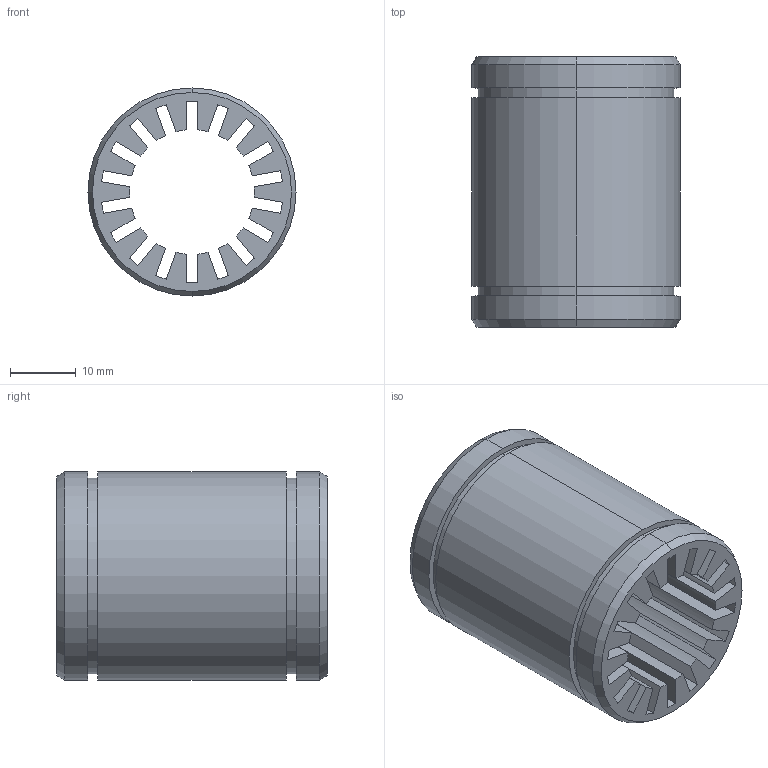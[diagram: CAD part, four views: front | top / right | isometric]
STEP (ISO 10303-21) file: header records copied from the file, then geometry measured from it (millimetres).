
FILE_DESCRIPTION (( 'STEP AP214' ), '1' );
FILE_NAME ('A-RJI-01-12.step', '2017-11-29T20:22:36', ( '' ), ( '' ), 'SwSTEP 2.0', 'SolidWorks 2017', '' );
FILE_SCHEMA (( 'AUTOMOTIVE_DESIGN' ));
Length unit declared in the file: inch
Products named in the file (1): A-RJI-01-12
Bounding box: 31.75 x 41.27 x 31.75 mm (x, y, z)
Volume: 15058 mm3; surface area: 14089.8 mm2
Topology: 1 solids, 1 shells, 92 faces, 254 edges, 168 vertices
Faces by surface type: plane 60, cylinder 28, cone 4
Entity records: 2970 total; most frequent: CARTESIAN_POINT 515, ORIENTED_EDGE 508, DIRECTION 500, EDGE_CURVE 254, VECTOR 194, LINE 194, VERTEX_POINT 168, AXIS2_PLACEMENT_3D 153
